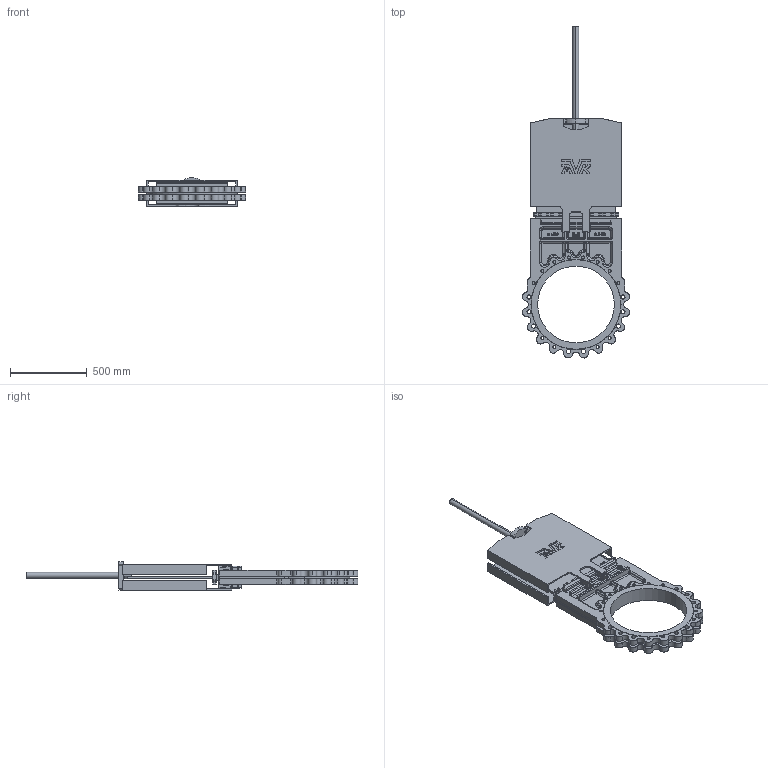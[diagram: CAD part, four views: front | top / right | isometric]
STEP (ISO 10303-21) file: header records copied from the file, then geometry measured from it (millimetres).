
FILE_DESCRIPTION (( 'STEP AP203' ), '1' );
FILE_NAME ('70250050034.STEP', '2017-04-03T11:26:34', ( '' ), ( '' ), 'SwSTEP 2.0', 'SolidWorks 2016', '' );
FILE_SCHEMA (( 'CONFIG_CONTROL_DESIGN' ));
Length unit declared in the file: millimetre
Products named in the file (1): 70250050034
Bounding box: 698 x 2164.95 x 187.5 mm (x, y, z)
Volume: 42249293.3 mm3; surface area: 3984613.6 mm2
Topology: 1 solids, 1 shells, 1786 faces, 4815 edges, 3027 vertices
Faces by surface type: cylinder 781, plane 639, bspline 174, torus 132, sphere 58, cone 2
Entity records: 68320 total; most frequent: CARTESIAN_POINT 23561, ORIENTED_EDGE 9494, DIRECTION 9275, EDGE_CURVE 4747, AXIS2_PLACEMENT_3D 3329, VERTEX_POINT 3027, LINE 2617, VECTOR 2617
